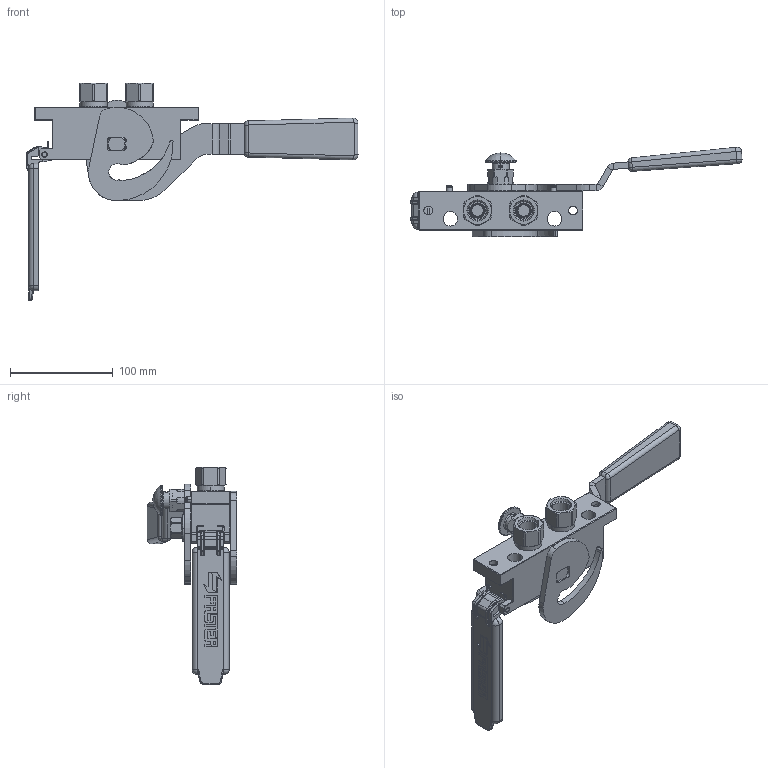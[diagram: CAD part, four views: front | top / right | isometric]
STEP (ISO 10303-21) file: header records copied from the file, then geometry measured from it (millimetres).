
FILE_DESCRIPTION (( 'STEP AP214' ), '1' );
FILE_NAME ('FASTER.step', '2021-03-29T20:42:07', ( '' ), ( '' ), 'SwSTEP 2.0', 'SolidWorks 2017', '' );
FILE_SCHEMA (( 'AUTOMOTIVE_DESIGN' ));
Length unit declared in the file: millimetre
Products named in the file (31): 4132_014_0000_000; 4860_024_0001_010; 4860_001_0001_000; A_2ffnb38-12saef; 4850_030_1000_000; 4830_025_2000_000; 4860_024_0001_021; 4860_020_0001_001; 4860_001_0003_000; 4830_070_0000_001; 4830_022_0000_011; sicura_p5; 4830_025_1000_000; PB06_F_SX_BASE; 4860_020_0001_000; 4132_072_0000_300; FASTER; 2ffnb38-12saef; 4830_025_0000_001; 4830_001_0005_300; 4860_024_0001_000_ASM; or1_5x7_m; sp_cil_6x14_b; 4860_024_0001_020; CURS_MOLLA_38; 4860_024_0000_012; 1540_080_0012_000; 4830_001_0005_301; 0048_042_0412_000
Assembly tree (33 placements, depth 4):
  FASTER
    PB06_F_SX_BASE
      4860_020_0001_001
        4860_020_0001_000
        sp_cil_6x14_b  x2
      4830_025_1000_000
      4830_022_0000_011
      4830_070_0000_001
      4860_001_0003_000
      4830_001_0005_300
      4830_001_0005_301
      4860_001_0001_000
      4850_030_1000_000  x2
    A_2ffnb38-12saef  x2
      CURS_MOLLA_38
        4132_072_0000_300
        4132_014_0000_000
      2ffnb38-12saef
        2ffnb38-12saef
    4860_024_0001_010
      4860_024_0001_000_ASM
        4860_024_0001_020
        4860_024_0001_021
      sicura_p5
        4830_025_0000_001
        or1_5x7_m
        0048_042_0412_000
      4860_024_0001_010
      1540_080_0012_000
      4830_025_2000_000
      4860_024_0000_012
Bounding box: 323.43 x 87.06 x 212.1 mm (x, y, z)
Volume: 114584.8 mm3; surface area: 166093.2 mm2
Topology: 21 solids, 45 shells, 2368 faces, 6049 edges, 3792 vertices
Faces by surface type: plane 1191, cylinder 531, bspline 250, cone 223, torus 142, sphere 31
Entity records: 94781 total; most frequent: CARTESIAN_POINT 42346, ORIENTED_EDGE 10542, DIRECTION 9631, EDGE_CURVE 5340, VECTOR 3361, LINE 3361, VERTEX_POINT 3357, AXIS2_PLACEMENT_3D 3135
